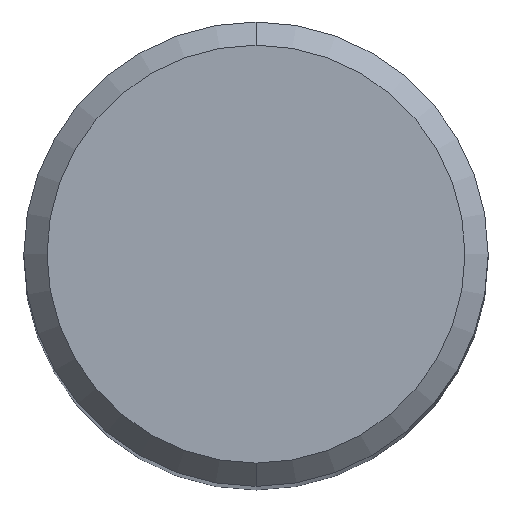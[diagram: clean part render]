
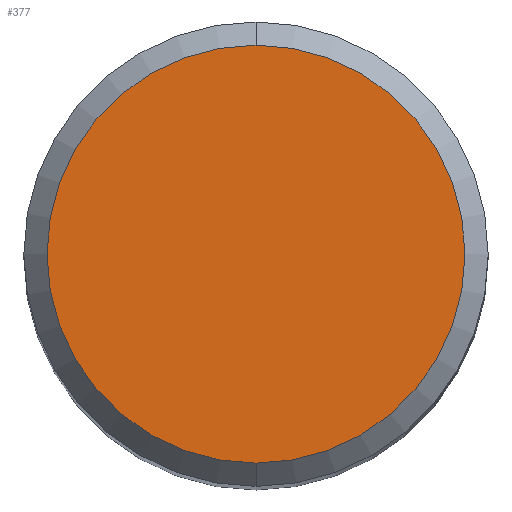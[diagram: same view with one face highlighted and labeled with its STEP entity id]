
A CAD part, top view. The second image highlights one B-rep face of the part: STEP entity #377.
In plain terms, the highlighted planar face has unit normal (0, 0, 1).
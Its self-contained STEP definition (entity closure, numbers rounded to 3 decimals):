
#193=EDGE_CURVE('',#227,#317,#502,.T.);
#227=VERTEX_POINT('',#543);
#273=EDGE_CURVE('',#317,#227,#596,.T.);
#317=VERTEX_POINT('',#644);
#377=ADVANCED_FACE('',(#709),#710,.T.);
#502=CIRCLE('',#836,3.6);
#543=CARTESIAN_POINT('',(0.,-3.6,0.0));
#596=CIRCLE('',#987,3.6);
#644=CARTESIAN_POINT('',(0.0,3.6,0.0));
#709=FACE_OUTER_BOUND('',#1196,.T.);
#710=PLANE('',#1197);
#836=AXIS2_PLACEMENT_3D('',#1481,#1482,#1483);
#987=AXIS2_PLACEMENT_3D('',#1628,#1629,#1630);
#1196=EDGE_LOOP('',(#1763,#1764));
#1197=AXIS2_PLACEMENT_3D('',#1765,#1766,#1767);
#1481=CARTESIAN_POINT('',(0.0,0.0,0.0));
#1482=DIRECTION('',(0.0,0.0,-1.0));
#1483=DIRECTION('',(0.0,1.0,0.0));
#1628=CARTESIAN_POINT('',(0.0,0.0,0.0));
#1629=DIRECTION('',(0.0,0.0,-1.0));
#1630=DIRECTION('',(0.0,1.0,0.0));
#1763=ORIENTED_EDGE('',*,*,#273,.F.);
#1764=ORIENTED_EDGE('',*,*,#193,.F.);
#1765=CARTESIAN_POINT('',(0.0,1.8,0.0));
#1766=DIRECTION('',(-0.0,0.0,1.0));
#1767=DIRECTION('',(0.0,-1.0,0.0));
